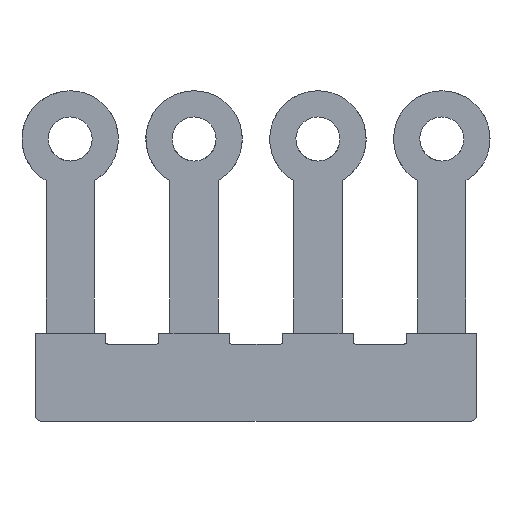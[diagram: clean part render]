
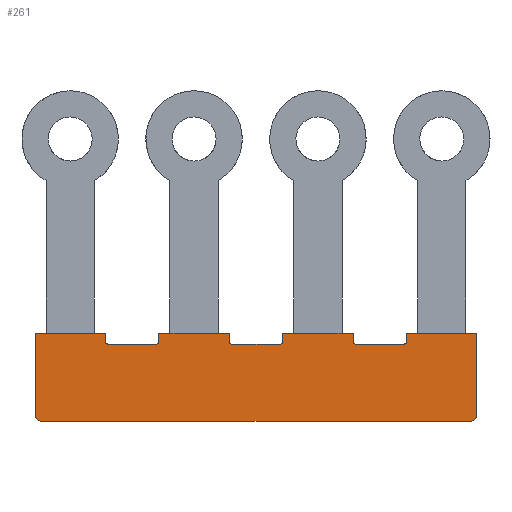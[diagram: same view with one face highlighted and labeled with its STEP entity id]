
A CAD part, front view. The second image highlights one B-rep face of the part: STEP entity #261.
In plain terms, the highlighted planar face has unit normal (0, -1, 0).
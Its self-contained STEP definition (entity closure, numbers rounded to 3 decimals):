
#74=AXIS2_PLACEMENT_3D('Plane Axis2P3D',#71,#72,#73) ;
#87=AXIS2_PLACEMENT_3D('Circle Axis2P3D',#85,#86,$) ;
#115=AXIS2_PLACEMENT_3D('Circle Axis2P3D',#113,#114,$) ;
#129=AXIS2_PLACEMENT_3D('Circle Axis2P3D',#127,#128,$) ;
#157=AXIS2_PLACEMENT_3D('Circle Axis2P3D',#155,#156,$) ;
#171=AXIS2_PLACEMENT_3D('Circle Axis2P3D',#169,#170,$) ;
#190=AXIS2_PLACEMENT_3D('Circle Axis2P3D',#188,#189,$) ;
#204=AXIS2_PLACEMENT_3D('Circle Axis2P3D',#202,#203,$) ;
#232=AXIS2_PLACEMENT_3D('Circle Axis2P3D',#230,#231,$) ;
#49=CARTESIAN_POINT('Vertex',(9.95,0.,5.8)) ;
#52=CARTESIAN_POINT('Line Origine',(9.95,0.,6.1)) ;
#56=CARTESIAN_POINT('Vertex',(9.95,0.,6.4)) ;
#71=CARTESIAN_POINT('Axis2P3D Location',(17.,0.,3.2)) ;
#76=CARTESIAN_POINT('Line Origine',(17.,0.,0.)) ;
#80=CARTESIAN_POINT('Vertex',(32.55,0.,0.)) ;
#82=CARTESIAN_POINT('Vertex',(1.45,0.,0.)) ;
#85=CARTESIAN_POINT('Axis2P3D Location',(32.55,0.,0.5)) ;
#89=CARTESIAN_POINT('Vertex',(33.05,0.,0.5)) ;
#92=CARTESIAN_POINT('Line Origine',(33.05,0.,3.45)) ;
#96=CARTESIAN_POINT('Vertex',(33.05,0.,6.4)) ;
#99=CARTESIAN_POINT('Line Origine',(30.5,0.,6.4)) ;
#103=CARTESIAN_POINT('Vertex',(27.95,0.,6.4)) ;
#106=CARTESIAN_POINT('Line Origine',(27.95,0.,6.1)) ;
#110=CARTESIAN_POINT('Vertex',(27.95,0.,5.8)) ;
#113=CARTESIAN_POINT('Axis2P3D Location',(27.75,0.,5.8)) ;
#117=CARTESIAN_POINT('Vertex',(27.75,0.,5.6)) ;
#120=CARTESIAN_POINT('Line Origine',(26.,0.,5.6)) ;
#124=CARTESIAN_POINT('Vertex',(24.25,0.,5.6)) ;
#127=CARTESIAN_POINT('Axis2P3D Location',(24.25,0.,5.8)) ;
#131=CARTESIAN_POINT('Vertex',(24.05,0.,5.8)) ;
#134=CARTESIAN_POINT('Line Origine',(24.05,0.,6.1)) ;
#138=CARTESIAN_POINT('Vertex',(24.05,0.,6.4)) ;
#141=CARTESIAN_POINT('Line Origine',(21.5,0.,6.4)) ;
#145=CARTESIAN_POINT('Vertex',(18.95,0.,6.4)) ;
#148=CARTESIAN_POINT('Line Origine',(18.95,0.,6.1)) ;
#152=CARTESIAN_POINT('Vertex',(18.95,0.,5.8)) ;
#155=CARTESIAN_POINT('Axis2P3D Location',(18.75,0.,5.8)) ;
#159=CARTESIAN_POINT('Vertex',(18.75,0.,5.6)) ;
#162=CARTESIAN_POINT('Line Origine',(17.,0.,5.6)) ;
#166=CARTESIAN_POINT('Vertex',(15.25,0.,5.6)) ;
#169=CARTESIAN_POINT('Axis2P3D Location',(15.25,0.,5.8)) ;
#173=CARTESIAN_POINT('Vertex',(15.05,0.,5.8)) ;
#176=CARTESIAN_POINT('Line Origine',(15.05,0.,6.1)) ;
#180=CARTESIAN_POINT('Vertex',(15.05,0.,6.4)) ;
#183=CARTESIAN_POINT('Line Origine',(12.5,0.,6.4)) ;
#188=CARTESIAN_POINT('Axis2P3D Location',(9.75,0.,5.8)) ;
#192=CARTESIAN_POINT('Vertex',(9.75,0.,5.6)) ;
#195=CARTESIAN_POINT('Line Origine',(8.,0.,5.6)) ;
#199=CARTESIAN_POINT('Vertex',(6.25,0.,5.6)) ;
#202=CARTESIAN_POINT('Axis2P3D Location',(6.25,0.,5.8)) ;
#206=CARTESIAN_POINT('Vertex',(6.05,0.,5.8)) ;
#209=CARTESIAN_POINT('Line Origine',(6.05,0.,6.1)) ;
#213=CARTESIAN_POINT('Vertex',(6.05,0.,6.4)) ;
#216=CARTESIAN_POINT('Line Origine',(3.5,0.,6.4)) ;
#220=CARTESIAN_POINT('Vertex',(0.95,0.,6.4)) ;
#223=CARTESIAN_POINT('Line Origine',(0.95,0.,3.45)) ;
#227=CARTESIAN_POINT('Vertex',(0.95,0.,0.5)) ;
#230=CARTESIAN_POINT('Axis2P3D Location',(1.45,0.,0.5)) ;
#53=DIRECTION('Vector Direction',(0.,0.,1.)) ;
#72=DIRECTION('Axis2P3D Direction',(0.,1.,0.)) ;
#73=DIRECTION('Axis2P3D XDirection',(0.,0.,1.)) ;
#77=DIRECTION('Vector Direction',(-1.,0.,0.)) ;
#86=DIRECTION('Axis2P3D Direction',(0.,1.,0.)) ;
#93=DIRECTION('Vector Direction',(0.,0.,-1.)) ;
#100=DIRECTION('Vector Direction',(1.,0.,0.)) ;
#107=DIRECTION('Vector Direction',(0.,0.,1.)) ;
#114=DIRECTION('Axis2P3D Direction',(0.,1.,0.)) ;
#121=DIRECTION('Vector Direction',(1.,0.,0.)) ;
#128=DIRECTION('Axis2P3D Direction',(0.,1.,0.)) ;
#135=DIRECTION('Vector Direction',(0.,0.,-1.)) ;
#142=DIRECTION('Vector Direction',(1.,0.,0.)) ;
#149=DIRECTION('Vector Direction',(0.,0.,1.)) ;
#156=DIRECTION('Axis2P3D Direction',(0.,1.,0.)) ;
#163=DIRECTION('Vector Direction',(1.,0.,0.)) ;
#170=DIRECTION('Axis2P3D Direction',(0.,1.,0.)) ;
#177=DIRECTION('Vector Direction',(0.,0.,-1.)) ;
#184=DIRECTION('Vector Direction',(1.,0.,0.)) ;
#189=DIRECTION('Axis2P3D Direction',(0.,1.,0.)) ;
#196=DIRECTION('Vector Direction',(1.,0.,0.)) ;
#203=DIRECTION('Axis2P3D Direction',(0.,1.,0.)) ;
#210=DIRECTION('Vector Direction',(0.,0.,-1.)) ;
#217=DIRECTION('Vector Direction',(1.,0.,0.)) ;
#224=DIRECTION('Vector Direction',(0.,0.,1.)) ;
#231=DIRECTION('Axis2P3D Direction',(0.,1.,0.)) ;
#54=VECTOR('Line Direction',#53,1.) ;
#78=VECTOR('Line Direction',#77,1.) ;
#94=VECTOR('Line Direction',#93,1.) ;
#101=VECTOR('Line Direction',#100,1.) ;
#108=VECTOR('Line Direction',#107,1.) ;
#122=VECTOR('Line Direction',#121,1.) ;
#136=VECTOR('Line Direction',#135,1.) ;
#143=VECTOR('Line Direction',#142,1.) ;
#150=VECTOR('Line Direction',#149,1.) ;
#164=VECTOR('Line Direction',#163,1.) ;
#178=VECTOR('Line Direction',#177,1.) ;
#185=VECTOR('Line Direction',#184,1.) ;
#197=VECTOR('Line Direction',#196,1.) ;
#211=VECTOR('Line Direction',#210,1.) ;
#218=VECTOR('Line Direction',#217,1.) ;
#225=VECTOR('Line Direction',#224,1.) ;
#236=ORIENTED_EDGE('',*,*,#84,.F.) ;
#237=ORIENTED_EDGE('',*,*,#91,.T.) ;
#238=ORIENTED_EDGE('',*,*,#98,.F.) ;
#239=ORIENTED_EDGE('',*,*,#105,.F.) ;
#240=ORIENTED_EDGE('',*,*,#112,.F.) ;
#241=ORIENTED_EDGE('',*,*,#119,.T.) ;
#242=ORIENTED_EDGE('',*,*,#126,.F.) ;
#243=ORIENTED_EDGE('',*,*,#133,.T.) ;
#244=ORIENTED_EDGE('',*,*,#140,.F.) ;
#245=ORIENTED_EDGE('',*,*,#147,.F.) ;
#246=ORIENTED_EDGE('',*,*,#154,.F.) ;
#247=ORIENTED_EDGE('',*,*,#161,.T.) ;
#248=ORIENTED_EDGE('',*,*,#168,.F.) ;
#249=ORIENTED_EDGE('',*,*,#175,.T.) ;
#250=ORIENTED_EDGE('',*,*,#182,.F.) ;
#251=ORIENTED_EDGE('',*,*,#187,.F.) ;
#252=ORIENTED_EDGE('',*,*,#58,.F.) ;
#253=ORIENTED_EDGE('',*,*,#194,.T.) ;
#254=ORIENTED_EDGE('',*,*,#201,.F.) ;
#255=ORIENTED_EDGE('',*,*,#208,.T.) ;
#256=ORIENTED_EDGE('',*,*,#215,.F.) ;
#257=ORIENTED_EDGE('',*,*,#222,.F.) ;
#258=ORIENTED_EDGE('',*,*,#229,.F.) ;
#259=ORIENTED_EDGE('',*,*,#234,.T.) ;
#261=ADVANCED_FACE('CBS3U 4 way Ring type Shorting link .par -plastic',(#260),#75,.F.) ;
#88=CIRCLE('generated circle',#87,0.5) ;
#116=CIRCLE('generated circle',#115,0.2) ;
#130=CIRCLE('generated circle',#129,0.2) ;
#158=CIRCLE('generated circle',#157,0.2) ;
#172=CIRCLE('generated circle',#171,0.2) ;
#191=CIRCLE('generated circle',#190,0.2) ;
#205=CIRCLE('generated circle',#204,0.2) ;
#233=CIRCLE('generated circle',#232,0.5) ;
#58=EDGE_CURVE('',#50,#57,#55,.T.) ;
#84=EDGE_CURVE('',#81,#83,#79,.T.) ;
#91=EDGE_CURVE('',#81,#90,#88,.F.) ;
#98=EDGE_CURVE('',#97,#90,#95,.T.) ;
#105=EDGE_CURVE('',#104,#97,#102,.T.) ;
#112=EDGE_CURVE('',#111,#104,#109,.T.) ;
#119=EDGE_CURVE('',#111,#118,#116,.T.) ;
#126=EDGE_CURVE('',#125,#118,#123,.T.) ;
#133=EDGE_CURVE('',#125,#132,#130,.T.) ;
#140=EDGE_CURVE('',#139,#132,#137,.T.) ;
#147=EDGE_CURVE('',#146,#139,#144,.T.) ;
#154=EDGE_CURVE('',#153,#146,#151,.T.) ;
#161=EDGE_CURVE('',#153,#160,#158,.T.) ;
#168=EDGE_CURVE('',#167,#160,#165,.T.) ;
#175=EDGE_CURVE('',#167,#174,#172,.T.) ;
#182=EDGE_CURVE('',#181,#174,#179,.T.) ;
#187=EDGE_CURVE('',#57,#181,#186,.T.) ;
#194=EDGE_CURVE('',#50,#193,#191,.T.) ;
#201=EDGE_CURVE('',#200,#193,#198,.T.) ;
#208=EDGE_CURVE('',#200,#207,#205,.T.) ;
#215=EDGE_CURVE('',#214,#207,#212,.T.) ;
#222=EDGE_CURVE('',#221,#214,#219,.T.) ;
#229=EDGE_CURVE('',#228,#221,#226,.T.) ;
#234=EDGE_CURVE('',#228,#83,#233,.F.) ;
#235=EDGE_LOOP('',(#236,#237,#238,#239,#240,#241,#242,#243,#244,#245,#246,#247,#248,#249,#250,#251,#252,#253,#254,#255,#256,#257,#258,#259)) ;
#260=FACE_OUTER_BOUND('',#235,.T.) ;
#55=LINE('Line',#52,#54) ;
#79=LINE('Line',#76,#78) ;
#95=LINE('Line',#92,#94) ;
#102=LINE('Line',#99,#101) ;
#109=LINE('Line',#106,#108) ;
#123=LINE('Line',#120,#122) ;
#137=LINE('Line',#134,#136) ;
#144=LINE('Line',#141,#143) ;
#151=LINE('Line',#148,#150) ;
#165=LINE('Line',#162,#164) ;
#179=LINE('Line',#176,#178) ;
#186=LINE('Line',#183,#185) ;
#198=LINE('Line',#195,#197) ;
#212=LINE('Line',#209,#211) ;
#219=LINE('Line',#216,#218) ;
#226=LINE('Line',#223,#225) ;
#75=PLANE('',#74) ;
#50=VERTEX_POINT('',#49) ;
#57=VERTEX_POINT('',#56) ;
#81=VERTEX_POINT('',#80) ;
#83=VERTEX_POINT('',#82) ;
#90=VERTEX_POINT('',#89) ;
#97=VERTEX_POINT('',#96) ;
#104=VERTEX_POINT('',#103) ;
#111=VERTEX_POINT('',#110) ;
#118=VERTEX_POINT('',#117) ;
#125=VERTEX_POINT('',#124) ;
#132=VERTEX_POINT('',#131) ;
#139=VERTEX_POINT('',#138) ;
#146=VERTEX_POINT('',#145) ;
#153=VERTEX_POINT('',#152) ;
#160=VERTEX_POINT('',#159) ;
#167=VERTEX_POINT('',#166) ;
#174=VERTEX_POINT('',#173) ;
#181=VERTEX_POINT('',#180) ;
#193=VERTEX_POINT('',#192) ;
#200=VERTEX_POINT('',#199) ;
#207=VERTEX_POINT('',#206) ;
#214=VERTEX_POINT('',#213) ;
#221=VERTEX_POINT('',#220) ;
#228=VERTEX_POINT('',#227) ;
